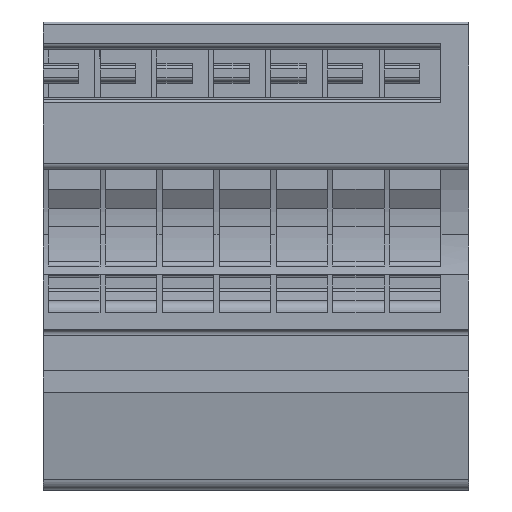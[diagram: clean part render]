
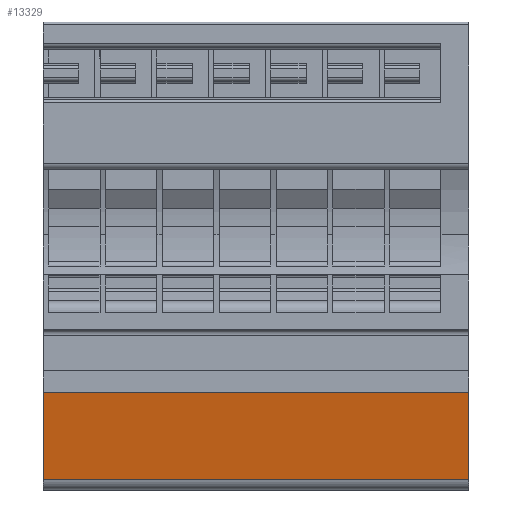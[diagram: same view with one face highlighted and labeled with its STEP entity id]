
A CAD part, front view. The second image highlights one B-rep face of the part: STEP entity #13329.
In plain terms, the highlighted planar face has unit normal (0, -0.985, -0.174).
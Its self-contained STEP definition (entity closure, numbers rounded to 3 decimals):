
#13316=AXIS2_PLACEMENT_3D('Plane Axis2P3D',#13313,#13314,#13315) ;
#2885=CARTESIAN_POINT('Vertex',(0.,3.083,0.909)) ;
#2888=CARTESIAN_POINT('Line Origine',(0.,2.391,4.83)) ;
#2892=CARTESIAN_POINT('Vertex',(0.,1.7,8.751)) ;
#3249=CARTESIAN_POINT('Vertex',(38.2,1.7,8.751)) ;
#3252=CARTESIAN_POINT('Line Origine',(38.2,2.391,4.83)) ;
#3256=CARTESIAN_POINT('Vertex',(38.2,3.083,0.909)) ;
#3455=CARTESIAN_POINT('Line Origine',(38.2,3.083,0.909)) ;
#13313=CARTESIAN_POINT('Axis2P3D Location',(38.2,1.7,8.751)) ;
#13318=CARTESIAN_POINT('Line Origine',(19.1,1.7,8.751)) ;
#2889=DIRECTION('Vector Direction',(0.,0.174,-0.985)) ;
#3253=DIRECTION('Vector Direction',(0.,0.174,-0.985)) ;
#3456=DIRECTION('Vector Direction',(1.,0.,0.)) ;
#13314=DIRECTION('Axis2P3D Direction',(-0.,0.985,0.174)) ;
#13315=DIRECTION('Axis2P3D XDirection',(0.,-0.174,0.985)) ;
#13319=DIRECTION('Vector Direction',(-1.,0.,0.)) ;
#2890=VECTOR('Line Direction',#2889,1.) ;
#3254=VECTOR('Line Direction',#3253,1.) ;
#3457=VECTOR('Line Direction',#3456,1.) ;
#13320=VECTOR('Line Direction',#13319,1.) ;
#13324=ORIENTED_EDGE('',*,*,#2894,.T.) ;
#13325=ORIENTED_EDGE('',*,*,#3459,.F.) ;
#13326=ORIENTED_EDGE('',*,*,#3258,.F.) ;
#13327=ORIENTED_EDGE('',*,*,#13322,.T.) ;
#13329=ADVANCED_FACE('V1',(#13328),#13317,.F.) ;
#2894=EDGE_CURVE('',#2893,#2886,#2891,.T.) ;
#3258=EDGE_CURVE('',#3250,#3257,#3255,.T.) ;
#3459=EDGE_CURVE('',#3257,#2886,#3458,.F.) ;
#13322=EDGE_CURVE('',#3250,#2893,#13321,.T.) ;
#13323=EDGE_LOOP('',(#13324,#13325,#13326,#13327)) ;
#13328=FACE_OUTER_BOUND('',#13323,.T.) ;
#2891=LINE('Line',#2888,#2890) ;
#3255=LINE('Line',#3252,#3254) ;
#3458=LINE('Line',#3455,#3457) ;
#13321=LINE('Line',#13318,#13320) ;
#13317=PLANE('',#13316) ;
#2886=VERTEX_POINT('',#2885) ;
#2893=VERTEX_POINT('',#2892) ;
#3250=VERTEX_POINT('',#3249) ;
#3257=VERTEX_POINT('',#3256) ;
